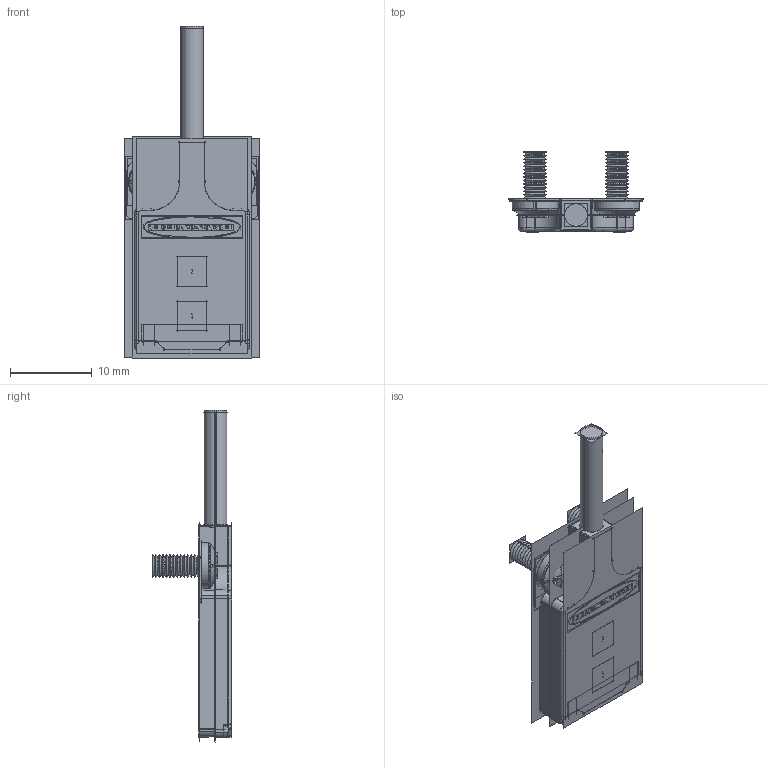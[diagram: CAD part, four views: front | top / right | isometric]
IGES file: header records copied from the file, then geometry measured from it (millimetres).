
Start section:  PTC IGES file: 249330_sm01.igs
Global section: file name: 249330_sm01.igs; native system: Creo Parametric by PTC Inc.; preprocessor: 2022414; author: banengservice; organization: Unknown; date: 20260223.082423; units: millimetre
Bounding box: 16.64 x 9.77 x 40.64 mm (x, y, z)
Volume: 1348.4 mm3; surface area: 7637.2 mm2
Topology: 3 solids, 4 shells, 1204 faces, 5871 edges, 7266 vertices
Faces by surface type: bspline 632, revolution 410, extrusion 162
